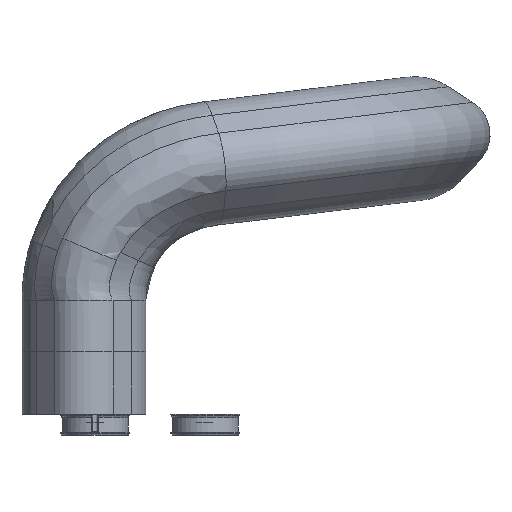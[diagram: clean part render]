
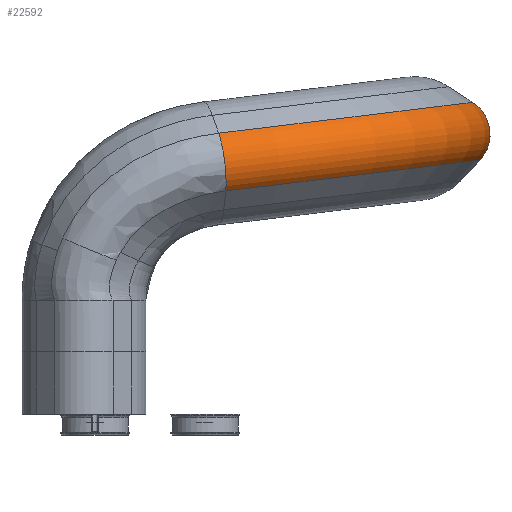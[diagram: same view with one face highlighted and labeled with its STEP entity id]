
A CAD part, left-side view. The second image highlights one B-rep face of the part: STEP entity #22592.
In plain terms, the highlighted toroidal (fillet/blend) face has major radius 67.087 mm and minor radius 8.732 mm.
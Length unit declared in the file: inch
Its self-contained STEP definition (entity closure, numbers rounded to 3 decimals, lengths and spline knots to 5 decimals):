
#47=TOROIDAL_SURFACE('',#23959,2.64124,0.34376);
#2372=FACE_OUTER_BOUND('',#3774,.T.);
#3774=EDGE_LOOP('',(#15747,#15748,#15749,#15750));
#7416=CIRCLE('',#23937,0.34376);
#7428=CIRCLE('',#23958,2.86159);
#7429=CIRCLE('',#23960,0.34376);
#7430=CIRCLE('',#23961,2.86161);
#9137=VERTEX_POINT('',#36272);
#9138=VERTEX_POINT('',#36276);
#9147=VERTEX_POINT('',#36312);
#9148=VERTEX_POINT('',#36316);
#11472=EDGE_CURVE('',#9137,#9138,#7416,.T.);
#11491=EDGE_CURVE('',#9137,#9147,#7428,.T.);
#11492=EDGE_CURVE('',#9147,#9148,#7429,.T.);
#11493=EDGE_CURVE('',#9138,#9148,#7430,.T.);
#15747=ORIENTED_EDGE('',*,*,#11472,.F.);
#15748=ORIENTED_EDGE('',*,*,#11491,.T.);
#15749=ORIENTED_EDGE('',*,*,#11492,.T.);
#15750=ORIENTED_EDGE('',*,*,#11493,.F.);
#22592=ADVANCED_FACE('',(#2372),#47,.T.);
#23937=AXIS2_PLACEMENT_3D('',#36277,#27251,#27252);
#23958=AXIS2_PLACEMENT_3D('',#36314,#27300,#27301);
#23959=AXIS2_PLACEMENT_3D('',#36315,#27302,#27303);
#23960=AXIS2_PLACEMENT_3D('',#36317,#27304,#27305);
#23961=AXIS2_PLACEMENT_3D('',#36318,#27306,#27307);
#27251=DIRECTION('center_axis',(1.,0.,0.));
#27252=DIRECTION('ref_axis',(0.,-1.,0.));
#27300=DIRECTION('center_axis',(0.,-0.12,
-0.993));
#27301=DIRECTION('ref_axis',(1.,0.,0.));
#27302=DIRECTION('center_axis',(0.,-0.12,
-0.993));
#27303=DIRECTION('ref_axis',(0.,-0.993,0.12));
#27304=DIRECTION('center_axis',(0.189,-0.975,0.118));
#27305=DIRECTION('ref_axis',(0.,0.12,0.993));
#27306=DIRECTION('center_axis',(0.,-0.12,
-0.993));
#27307=DIRECTION('ref_axis',(1.,0.,0.));
#36272=CARTESIAN_POINT('',(-6.0775,-3.52572,2.82957));
#36276=CARTESIAN_POINT('',(-6.0775,-3.5893,2.30573));
#36277=CARTESIAN_POINT('Origin',(-6.0775,-3.33875,2.54111));
#36312=CARTESIAN_POINT('',(-8.88761,-1.22141,2.54998));
#36314=CARTESIAN_POINT('Origin',(-6.0775,-0.68496,2.4849));
#36315=CARTESIAN_POINT('Origin',(-6.0775,-0.71674,2.22297));
#36316=CARTESIAN_POINT('',(-8.88762,-1.28498,2.02615));
#36317=CARTESIAN_POINT('Origin',(-8.67121,-1.2119,2.28305));
#36318=CARTESIAN_POINT('Origin',(-6.0775,-0.74852,1.96105));
